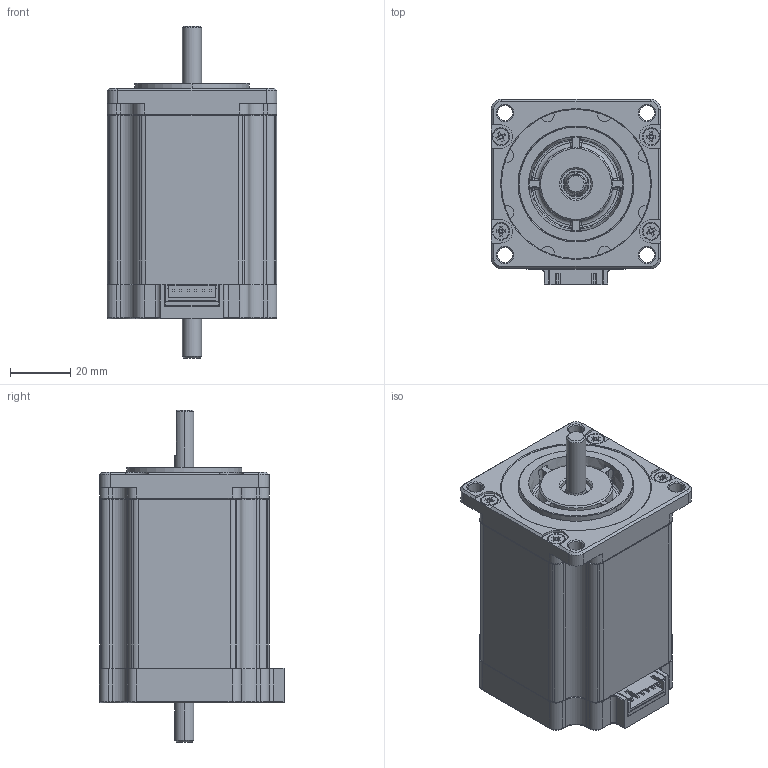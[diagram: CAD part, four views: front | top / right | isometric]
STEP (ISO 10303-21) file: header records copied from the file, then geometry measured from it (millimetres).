
FILE_DESCRIPTION((''),'2;1');
FILE_NAME('4611110027527_ASM','2024-04-17T13:33:48',('ms26442'),(''),'CREO PARAMETRIC BY PTC INC, 2018100','CREO PARAMETRIC BY PTC INC, 2018100','');
FILE_SCHEMA(('CONFIG_CONTROL_DESIGN'));
Products named in the file (25): 4613102100395; 3698153000043; 3698153000331; 4613104002592_ASM; 4713101000728; 4718405010686; 4713120012912_ASM; 4613103004787_ASM; 4219121302125; 4331101000003; 4613106100335; 4332101203564_AF0; 4693220000369_AF0; 4613110000059_AF0; 4693220000369_AF1; 4613106100335_AF0; 4613107105364_ASM; 4219121302242; 4294440200013_AF0; 4294404000578; 4294440200013_AF1; 4613153001165_ASM; 3219720005029; 3219720000388; 4611110027527_ASM
Assembly tree (30 placements, depth 5):
  4611110027527_ASM
    4613153001165_ASM
      4613103004787_ASM
        4613104002592_ASM
          4613102100395
          3698153000043
          3698153000331
        4713120012912_ASM
          4713101000728
          4718405010686
      4219121302125
      4331101000003  x2
      4613107105364_ASM
        4613106100335  x3
        4332101203564_AF0
        4693220000369_AF0
        4613110000059_AF0
        4693220000369_AF1
        4613106100335_AF0
      4219121302242
      4294440200013_AF0
      4294404000578  x4
      4294440200013_AF1
    3219720005029
    3219720000388
Bounding box: 56.26 x 61.48 x 110.1 mm (x, y, z)
Volume: 149999.6 mm3; surface area: 141596.9 mm2
Topology: 28 solids, 42 shells, 4586 faces, 12761 edges, 8392 vertices
Faces by surface type: cylinder 2349, plane 1997, cone 121, torus 51, bspline 40, extrusion 24, sphere 4
Entity records: 115806 total; most frequent: CARTESIAN_POINT 23090, DIRECTION 19843, ORIENTED_EDGE 19322, EDGE_CURVE 9675, AXIS2_PLACEMENT_3D 6906, VERTEX_POINT 6346, VECTOR 6031, LINE 6007
